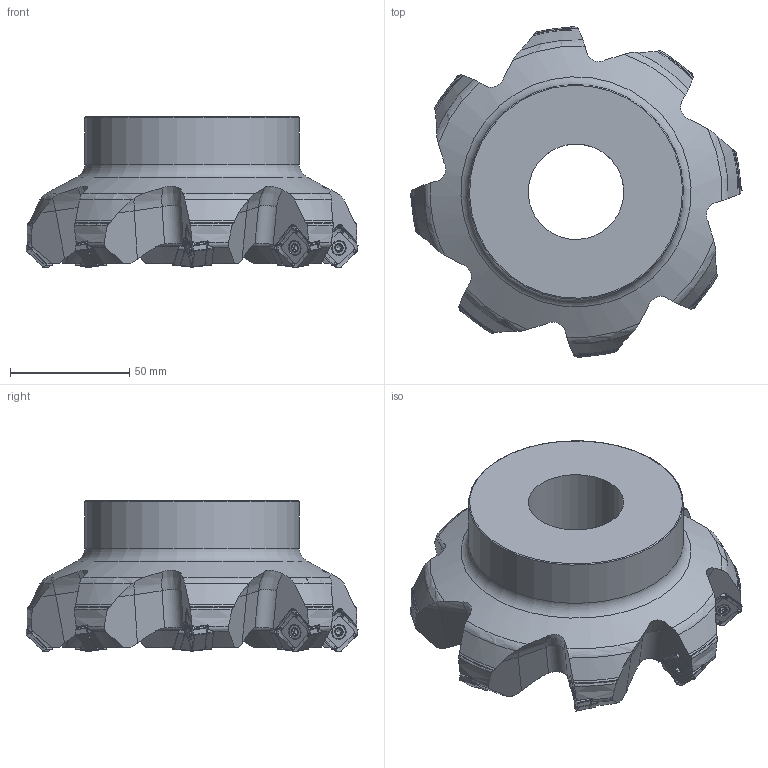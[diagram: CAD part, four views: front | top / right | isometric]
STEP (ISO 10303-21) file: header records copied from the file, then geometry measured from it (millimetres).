
FILE_DESCRIPTION(/* description */ (''),/* implementation_level */ '2;1');
FILE_NAME(/* name */ 'toolassembly_1.stp',/* time_stamp */ '2019-01-25T11:34:23+01:00',/* author */ (''),/* organization */ ('SMS'),/* preprocessor_version */ 'ST-DEVELOPER v15',/* originating_system */ 'SIEMENS PLM Software NX 8.5',/* authorisation */ '');
FILE_SCHEMA (('AUTOMOTIVE_DESIGN { 1 0 10303 214 3 1 1 1 }'));
Products named in the file (4): ASSEMBLY_CONSTRUCTION; CUT_20190125113320; NOCUT_20190125113249; TOOLASSEMBLY_1
Assembly tree (10 placements, depth 2):
  TOOLASSEMBLY_1
    NOCUT_20190125113249
    CUT_20190125113320  x8
    ASSEMBLY_CONSTRUCTION
Bounding box: 139.07 x 139.07 x 63 mm (x, y, z)
Volume: 384086.6 mm3; surface area: 56250.9 mm2
Topology: 9 solids, 9 shells, 4113 faces, 10265 edges, 6207 vertices
Faces by surface type: bspline 1216, cylinder 1131, plane 860, torus 349, cone 333, extrusion 160, sphere 64
Full cylindrical faces by diameter (mm): 3.5 x8, 4 x8, 4.8 x8, 5.7 x8, 40.012 x1, 56 x1, 90 x1
Entity records: 129377 total; most frequent: CARTESIAN_POINT 52618, ORIENTED_EDGE 16992, DIRECTION 15248, EDGE_CURVE 8496, AXIS2_PLACEMENT_3D 6342, VERTEX_POINT 5128, EDGE_LOOP 3604, ADVANCED_FACE 3490
